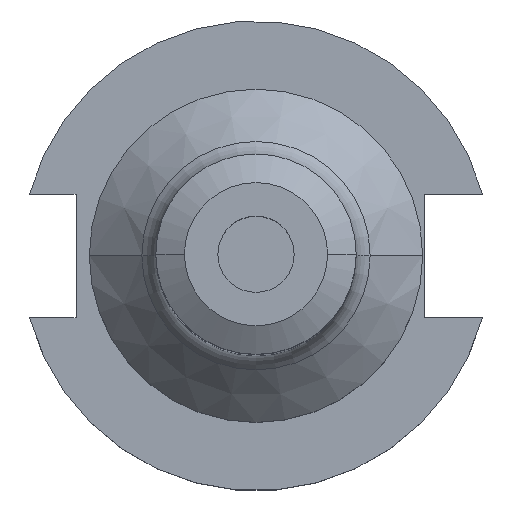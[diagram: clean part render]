
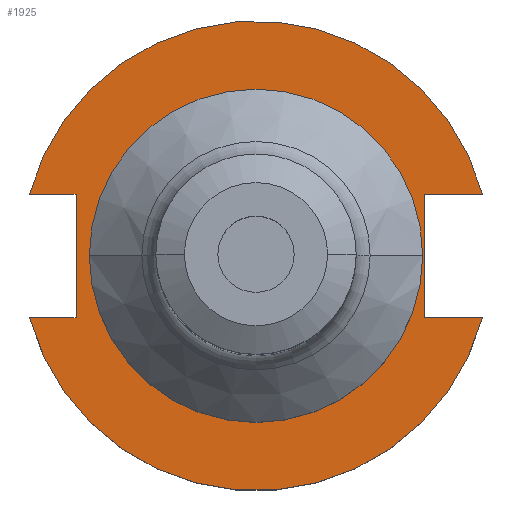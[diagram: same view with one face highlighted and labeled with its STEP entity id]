
A CAD part, top view. The second image highlights one B-rep face of the part: STEP entity #1925.
In plain terms, the highlighted planar face has unit normal (0, 0, 1).
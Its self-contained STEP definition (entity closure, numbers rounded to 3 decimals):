
#31 = ORIENTED_EDGE ( 'NONE', *, *, #1180, .T. ) ;
#38 = CIRCLE ( 'NONE', #1062, 34.925 ) ;
#41 = EDGE_CURVE ( 'NONE', #1549, #58, #1436, .T. ) ;
#42 = EDGE_CURVE ( 'NONE', #293, #1527, #1431, .T. ) ;
#48 = CARTESIAN_POINT ( 'NONE',  ( -47.477, 12.954, 19.05 ) ) ;
#58 = VERTEX_POINT ( 'NONE', #1190 ) ;
#111 = CIRCLE ( 'NONE', #955, 49.212 ) ;
#166 = ORIENTED_EDGE ( 'NONE', *, *, #42, .F. ) ;
#171 = ORIENTED_EDGE ( 'NONE', *, *, #41, .F. ) ;
#230 = LINE ( 'NONE', #1829, #246 ) ;
#246 = VECTOR ( 'NONE', #1853, 1000. ) ;
#253 = VERTEX_POINT ( 'NONE', #552 ) ;
#280 = PLANE ( 'NONE',  #1167 ) ;
#293 = VERTEX_POINT ( 'NONE', #1822 ) ;
#297 = CARTESIAN_POINT ( 'NONE',  ( 0., 0., 19.05 ) ) ;
#302 = VECTOR ( 'NONE', #1264, 1000. ) ;
#306 = DIRECTION ( 'NONE',  ( 0., 0., 1. ) ) ;
#346 = EDGE_CURVE ( 'NONE', #757, #719, #1067, .T. ) ;
#359 = CARTESIAN_POINT ( 'NONE',  ( -37.719, -12.954, 19.05 ) ) ;
#379 = DIRECTION ( 'NONE',  ( -1., 0., 0. ) ) ;
#380 = CARTESIAN_POINT ( 'NONE',  ( 35.306, -12.954, 19.05 ) ) ;
#449 = EDGE_CURVE ( 'NONE', #722, #293, #990, .T. ) ;
#456 = CARTESIAN_POINT ( 'NONE',  ( 0., 49.212, 19.05 ) ) ;
#498 = DIRECTION ( 'NONE',  ( 1., 0., 0. ) ) ;
#544 = VERTEX_POINT ( 'NONE', #1687 ) ;
#552 = CARTESIAN_POINT ( 'NONE',  ( 47.477, 12.954, 19.05 ) ) ;
#614 = DIRECTION ( 'NONE',  ( 0., 0., 1. ) ) ;
#616 = FACE_OUTER_BOUND ( 'NONE', #1303, .T. ) ;
#632 = LINE ( 'NONE', #922, #712 ) ;
#639 = FACE_BOUND ( 'NONE', #1784, .T. ) ;
#661 = ORIENTED_EDGE ( 'NONE', *, *, #1800, .T. ) ;
#711 = DIRECTION ( 'NONE',  ( 0., 1., 0. ) ) ;
#712 = VECTOR ( 'NONE', #379, 1000. ) ;
#716 = DIRECTION ( 'NONE',  ( 1., 0., 0. ) ) ;
#719 = VERTEX_POINT ( 'NONE', #1063 ) ;
#722 = VERTEX_POINT ( 'NONE', #1476 ) ;
#752 = ORIENTED_EDGE ( 'NONE', *, *, #346, .F. ) ;
#757 = VERTEX_POINT ( 'NONE', #359 ) ;
#762 = AXIS2_PLACEMENT_3D ( 'NONE', #1453, #1674, #795 ) ;
#776 = EDGE_CURVE ( 'NONE', #253, #722, #632, .T. ) ;
#792 = CARTESIAN_POINT ( 'NONE',  ( 0., 0., 19.05 ) ) ;
#795 = DIRECTION ( 'NONE',  ( 1., 0., 0. ) ) ;
#806 = ORIENTED_EDGE ( 'NONE', *, *, #1401, .F. ) ;
#827 = ORIENTED_EDGE ( 'NONE', *, *, #1120, .F. ) ;
#831 = DIRECTION ( 'NONE',  ( 0., 0., 1. ) ) ;
#862 = ORIENTED_EDGE ( 'NONE', *, *, #1626, .F. ) ;
#882 = CARTESIAN_POINT ( 'NONE',  ( -37.719, 12.954, 19.05 ) ) ;
#922 = CARTESIAN_POINT ( 'NONE',  ( 35.306, 12.954, 19.05 ) ) ;
#933 = CARTESIAN_POINT ( 'NONE',  ( 35.306, 12.954, 19.05 ) ) ;
#955 = AXIS2_PLACEMENT_3D ( 'NONE', #297, #306, #498 ) ;
#969 = VECTOR ( 'NONE', #1663, 1000. ) ;
#990 = LINE ( 'NONE', #933, #969 ) ;
#1010 = DIRECTION ( 'NONE',  ( 0., 0., 1. ) ) ;
#1059 = LINE ( 'NONE', #1294, #302 ) ;
#1062 = AXIS2_PLACEMENT_3D ( 'NONE', #792, #831, #1899 ) ;
#1063 = CARTESIAN_POINT ( 'NONE',  ( -37.719, 12.954, 19.05 ) ) ;
#1067 = LINE ( 'NONE', #882, #1138 ) ;
#1096 = CIRCLE ( 'NONE', #1364, 49.212 ) ;
#1120 = EDGE_CURVE ( 'NONE', #544, #757, #230, .T. ) ;
#1123 = DIRECTION ( 'NONE',  ( 1., 0., 0. ) ) ;
#1138 = VECTOR ( 'NONE', #711, 1000. ) ;
#1148 = DIRECTION ( 'NONE',  ( 1., 0., 0. ) ) ;
#1167 = AXIS2_PLACEMENT_3D ( 'NONE', #456, #614, #1148 ) ;
#1180 = EDGE_CURVE ( 'NONE', #253, #1629, #111, .T. ) ;
#1190 = CARTESIAN_POINT ( 'NONE',  ( -34.925, 0., 19.05 ) ) ;
#1261 = CARTESIAN_POINT ( 'NONE',  ( 0., 0., 19.05 ) ) ;
#1264 = DIRECTION ( 'NONE',  ( -1., 0., 0. ) ) ;
#1294 = CARTESIAN_POINT ( 'NONE',  ( -63.719, 12.954, 19.05 ) ) ;
#1303 = EDGE_LOOP ( 'NONE', ( #661, #166, #1435, #1660, #31, #806, #752, #827 ) ) ;
#1364 = AXIS2_PLACEMENT_3D ( 'NONE', #1261, #1010, #1123 ) ;
#1401 = EDGE_CURVE ( 'NONE', #719, #1629, #1059, .T. ) ;
#1402 = VECTOR ( 'NONE', #716, 1000. ) ;
#1413 = CARTESIAN_POINT ( 'NONE',  ( 47.477, -12.954, 19.05 ) ) ;
#1431 = LINE ( 'NONE', #380, #1402 ) ;
#1435 = ORIENTED_EDGE ( 'NONE', *, *, #449, .F. ) ;
#1436 = CIRCLE ( 'NONE', #762, 34.925 ) ;
#1453 = CARTESIAN_POINT ( 'NONE',  ( 0., 0., 19.05 ) ) ;
#1476 = CARTESIAN_POINT ( 'NONE',  ( 35.306, 12.954, 19.05 ) ) ;
#1502 = CARTESIAN_POINT ( 'NONE',  ( 34.925, 0., 19.05 ) ) ;
#1527 = VERTEX_POINT ( 'NONE', #1413 ) ;
#1549 = VERTEX_POINT ( 'NONE', #1502 ) ;
#1626 = EDGE_CURVE ( 'NONE', #58, #1549, #38, .T. ) ;
#1629 = VERTEX_POINT ( 'NONE', #48 ) ;
#1660 = ORIENTED_EDGE ( 'NONE', *, *, #776, .F. ) ;
#1663 = DIRECTION ( 'NONE',  ( 0., -1., 0. ) ) ;
#1674 = DIRECTION ( 'NONE',  ( 0., 0., 1. ) ) ;
#1687 = CARTESIAN_POINT ( 'NONE',  ( -47.477, -12.954, 19.05 ) ) ;
#1784 = EDGE_LOOP ( 'NONE', ( #171, #862 ) ) ;
#1800 = EDGE_CURVE ( 'NONE', #544, #1527, #1096, .T. ) ;
#1822 = CARTESIAN_POINT ( 'NONE',  ( 35.306, -12.954, 19.05 ) ) ;
#1829 = CARTESIAN_POINT ( 'NONE',  ( -63.719, -12.954, 19.05 ) ) ;
#1853 = DIRECTION ( 'NONE',  ( 1., 0., 0. ) ) ;
#1899 = DIRECTION ( 'NONE',  ( 1., 0., 0. ) ) ;
#1925 = ADVANCED_FACE ( 'NONE', ( #639, #616 ), #280, .T. ) ;
